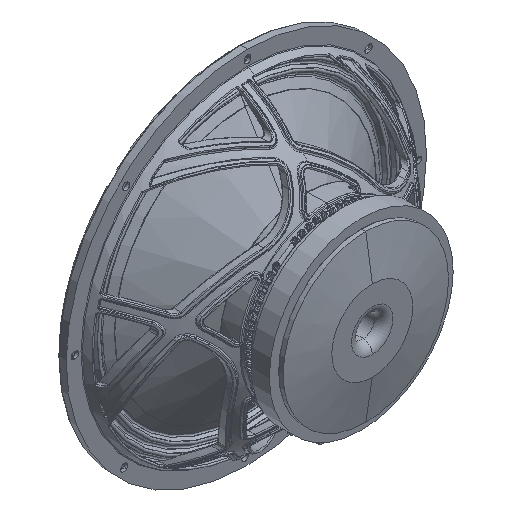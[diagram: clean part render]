
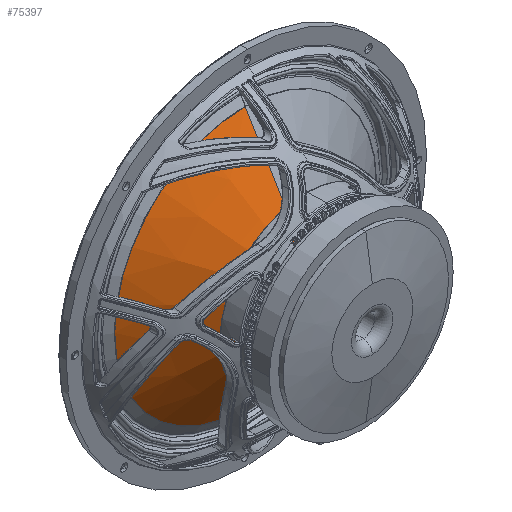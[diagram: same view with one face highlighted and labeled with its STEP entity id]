
A CAD part, isometric view. The second image highlights one B-rep face of the part: STEP entity #75397.
In plain terms, the highlighted conical face has half-angle 58.898 degrees and reference radius 39.5 mm.
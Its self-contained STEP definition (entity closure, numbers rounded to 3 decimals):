
#172 = EDGE_CURVE ( 'NONE', #64960, #54080, #70864, .T. ) ;
#818 = FACE_OUTER_BOUND ( 'NONE', #28759, .T. ) ;
#7078 = CARTESIAN_POINT ( 'NONE',  ( 25.834, 122.556, 281.744 ) ) ;
#9887 = DIRECTION ( 'NONE',  ( 0., 0., 1. ) ) ;
#10003 = LINE ( 'NONE', #44547, #62783 ) ;
#10168 = VERTEX_POINT ( 'NONE', #7078 ) ;
#13330 = CARTESIAN_POINT ( 'NONE',  ( 25.834, 184.649, 99.818 ) ) ;
#13525 = VECTOR ( 'NONE', #53836, 1000. ) ;
#17791 = AXIS2_PLACEMENT_3D ( 'NONE', #73882, #108512, #30799 ) ;
#19272 = CARTESIAN_POINT ( 'NONE',  ( 25.834, 122.556, 202.744 ) ) ;
#21081 = ORIENTED_EDGE ( 'NONE', *, *, #78528, .F. ) ;
#21655 = CIRCLE ( 'NONE', #85024, 39.5 ) ;
#23961 = DIRECTION ( 'NONE',  ( 0., 0., -1. ) ) ;
#28759 = EDGE_LOOP ( 'NONE', ( #86612, #21081, #29328, #75559 ) ) ;
#29328 = ORIENTED_EDGE ( 'NONE', *, *, #87403, .T. ) ;
#30799 = DIRECTION ( 'NONE',  ( 0., 0., -1. ) ) ;
#36112 = CARTESIAN_POINT ( 'NONE',  ( 25.834, 184.649, 384.669 ) ) ;
#38780 = VERTEX_POINT ( 'NONE', #36112 ) ;
#44547 = CARTESIAN_POINT ( 'NONE',  ( 25.834, 122.556, 281.744 ) ) ;
#46357 = EDGE_CURVE ( 'NONE', #38780, #54080, #66682, .T. ) ;
#52114 = AXIS2_PLACEMENT_3D ( 'NONE', #52950, #87558, #9887 ) ;
#52950 = CARTESIAN_POINT ( 'NONE',  ( 25.834, 122.556, 242.244 ) ) ;
#53836 = DIRECTION ( 'NONE',  ( 0., 0.517, -0.856 ) ) ;
#54080 = VERTEX_POINT ( 'NONE', #13330 ) ;
#62783 = VECTOR ( 'NONE', #79163, 1000. ) ;
#64960 = VERTEX_POINT ( 'NONE', #103463 ) ;
#66682 = CIRCLE ( 'NONE', #17791, 142.426 ) ;
#67027 = CARTESIAN_POINT ( 'NONE',  ( 25.834, 122.556, 242.244 ) ) ;
#70864 = LINE ( 'NONE', #19272, #13525 ) ;
#73882 = CARTESIAN_POINT ( 'NONE',  ( 25.834, 184.649, 242.244 ) ) ;
#75397 = ADVANCED_FACE ( 'NONE', ( #818 ), #101097, .T. ) ;
#75559 = ORIENTED_EDGE ( 'NONE', *, *, #46357, .T. ) ;
#78528 = EDGE_CURVE ( 'NONE', #10168, #64960, #21655, .T. ) ;
#79163 = DIRECTION ( 'NONE',  ( 0., 0.517, 0.856 ) ) ;
#85024 = AXIS2_PLACEMENT_3D ( 'NONE', #67027, #101683, #23961 ) ;
#86612 = ORIENTED_EDGE ( 'NONE', *, *, #172, .F. ) ;
#87403 = EDGE_CURVE ( 'NONE', #10168, #38780, #10003, .T. ) ;
#87558 = DIRECTION ( 'NONE',  ( 0., 1., 0. ) ) ;
#101097 = CONICAL_SURFACE ( 'NONE', #52114, 39.5, 1.028 ) ;
#101683 = DIRECTION ( 'NONE',  ( 0., -1., 0. ) ) ;
#103463 = CARTESIAN_POINT ( 'NONE',  ( 25.834, 122.556, 202.744 ) ) ;
#108512 = DIRECTION ( 'NONE',  ( 0., -1., 0. ) ) ;
